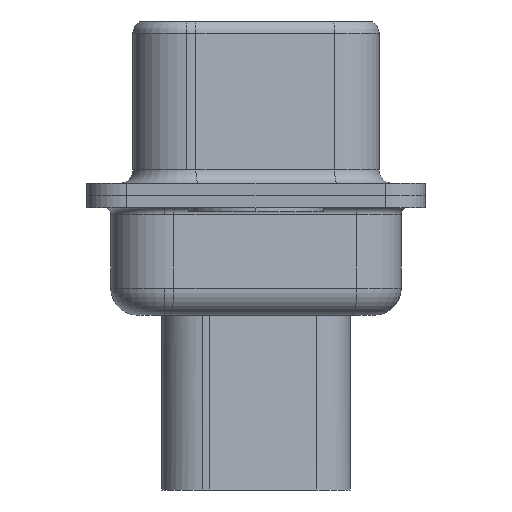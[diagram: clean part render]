
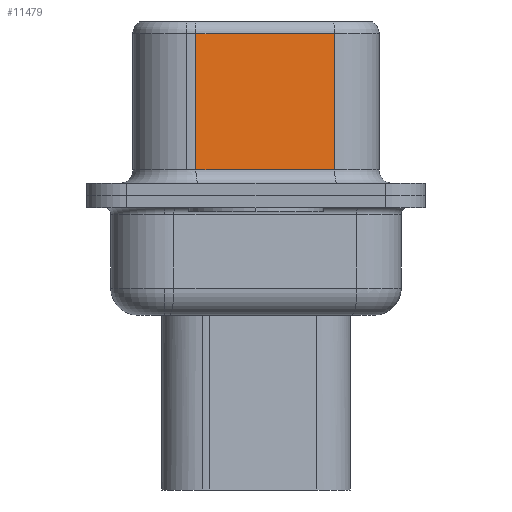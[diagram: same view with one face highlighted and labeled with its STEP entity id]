
A CAD part, left-side view. The second image highlights one B-rep face of the part: STEP entity #11479.
In plain terms, the highlighted planar face has unit normal (-0.985, -0.174, 0).
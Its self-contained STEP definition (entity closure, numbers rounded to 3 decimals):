
#640 = DIRECTION ( 'NONE',  ( 0., 0., -1. ) ) ;
#1012 = VERTEX_POINT ( 'NONE', #5633 ) ;
#1045 = DIRECTION ( 'NONE',  ( -0.174, 0.985, 0. ) ) ;
#1481 = CARTESIAN_POINT ( 'NONE',  ( 4.575, -2.927, 0.95 ) ) ;
#1510 = CARTESIAN_POINT ( 'NONE',  ( 3.665, 2.233, 0.95 ) ) ;
#2424 = VECTOR ( 'NONE', #3881, 1000. ) ;
#2491 = ORIENTED_EDGE ( 'NONE', *, *, #12596, .F. ) ;
#2772 = EDGE_CURVE ( 'NONE', #8321, #1012, #9444, .T. ) ;
#3091 = CARTESIAN_POINT ( 'NONE',  ( 4.575, -2.927, 6.52 ) ) ;
#3881 = DIRECTION ( 'NONE',  ( 0., 0., -1. ) ) ;
#4500 = VECTOR ( 'NONE', #10557, 1000. ) ;
#5062 = LINE ( 'NONE', #9029, #2424 ) ;
#5633 = CARTESIAN_POINT ( 'NONE',  ( 4.575, -2.927, 0.95 ) ) ;
#5637 = LINE ( 'NONE', #9604, #11605 ) ;
#6429 = CARTESIAN_POINT ( 'NONE',  ( 3.665, 2.233, 6.02 ) ) ;
#6680 = CARTESIAN_POINT ( 'NONE',  ( 4.575, -2.927, 6.02 ) ) ;
#6905 = VERTEX_POINT ( 'NONE', #6429 ) ;
#7077 = DIRECTION ( 'NONE',  ( 0.985, 0.174, 0. ) ) ;
#8321 = VERTEX_POINT ( 'NONE', #1510 ) ;
#8504 = EDGE_CURVE ( 'NONE', #10274, #6905, #12016, .T. ) ;
#8678 = VECTOR ( 'NONE', #1045, 1000. ) ;
#8863 = EDGE_CURVE ( 'NONE', #6905, #8321, #5637, .T. ) ;
#8893 = DIRECTION ( 'NONE',  ( -0.174, 0.985, 0. ) ) ;
#9029 = CARTESIAN_POINT ( 'NONE',  ( 4.575, -2.927, 6.52 ) ) ;
#9444 = LINE ( 'NONE', #1481, #4500 ) ;
#9604 = CARTESIAN_POINT ( 'NONE',  ( 3.665, 2.233, 6.52 ) ) ;
#9860 = CARTESIAN_POINT ( 'NONE',  ( 4.575, -2.927, 6.02 ) ) ;
#10274 = VERTEX_POINT ( 'NONE', #6680 ) ;
#10504 = ORIENTED_EDGE ( 'NONE', *, *, #2772, .T. ) ;
#10557 = DIRECTION ( 'NONE',  ( 0.174, -0.985, 0. ) ) ;
#11034 = ORIENTED_EDGE ( 'NONE', *, *, #8863, .T. ) ;
#11479 = ADVANCED_FACE ( 'NONE', ( #12024 ), #12085, .F. ) ;
#11605 = VECTOR ( 'NONE', #640, 1000. ) ;
#12016 = LINE ( 'NONE', #9860, #8678 ) ;
#12024 = FACE_OUTER_BOUND ( 'NONE', #12098, .T. ) ;
#12085 = PLANE ( 'NONE',  #12837 ) ;
#12098 = EDGE_LOOP ( 'NONE', ( #2491, #12294, #11034, #10504 ) ) ;
#12294 = ORIENTED_EDGE ( 'NONE', *, *, #8504, .T. ) ;
#12596 = EDGE_CURVE ( 'NONE', #10274, #1012, #5062, .T. ) ;
#12837 = AXIS2_PLACEMENT_3D ( 'NONE', #3091, #7077, #8893 ) ;
